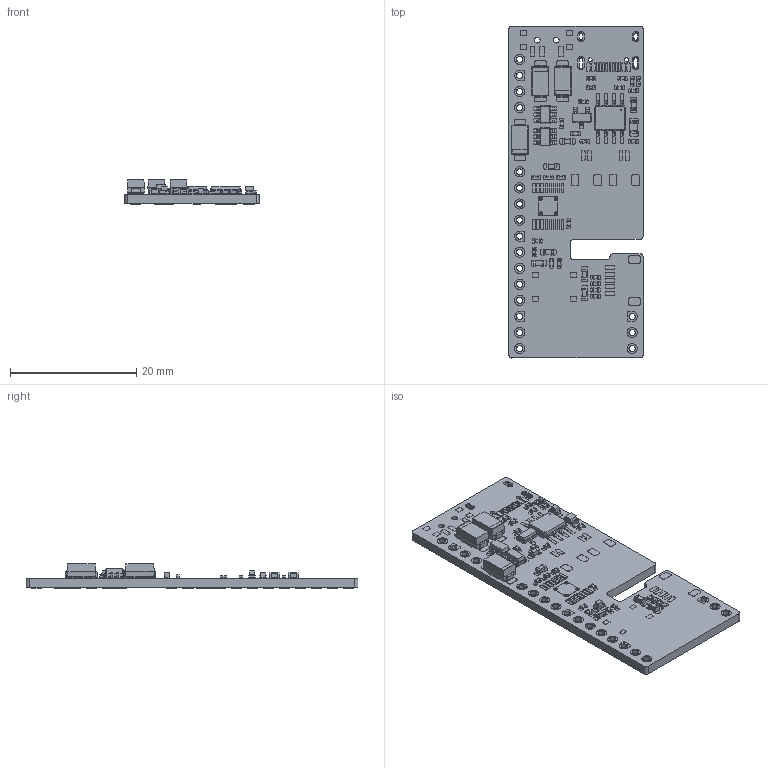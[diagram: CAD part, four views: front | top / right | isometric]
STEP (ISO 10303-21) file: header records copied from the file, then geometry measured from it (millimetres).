
FILE_DESCRIPTION(('KiCad electronic assembly'),'2;1');
FILE_NAME('haptic-bracelet.step','2025-03-18T12:43:34',('Pcbnew'),( 'Kicad'),'Open CASCADE STEP processor 7.9','KiCad to STEP converter' ,'Unknown');
FILE_SCHEMA(('AUTOMOTIVE_DESIGN { 1 0 10303 214 1 1 1 1 }'));
Length unit declared in the file: millimetre
Products named in the file (12): haptic-bracelet 1; SOT-23-6; R_0402_1005Metric; C_0402_1005Metric; C_0603_1608Metric; D_SMA; LED_0805_2012Metric; LED_0603_1608Metric; SOT-23; Texas_HTSOP-8-1EP_3.9x4.9mm_P1.27mm_EP2.85x4.9mm_Mask2.4x3.1mm_
ThermalVias; haptic-bracelet_pad; haptic-bracelet_PCB
Assembly tree (41 placements, depth 2):
  haptic-bracelet 1
    SOT-23-6  x2
    R_0402_1005Metric  x18
    C_0402_1005Metric  x6
    C_0603_1608Metric  x5
    D_SMA  x3
    LED_0805_2012Metric
    LED_0603_1608Metric  x2
    SOT-23
    Texas_HTSOP-8-1EP_3.9x4.9mm_P1.27mm_EP2.85x4.9mm_Mask2.4x3.1mm_
ThermalVias
    haptic-bracelet_pad
    haptic-bracelet_PCB
Bounding box: 21.25 x 52.5 x 3.85 mm (x, y, z)
Volume: 1744.5 mm3; surface area: 3722.8 mm2
Topology: 294 solids, 294 shells, 3681 faces, 8878 edges, 5814 vertices
Faces by surface type: plane 2290, cylinder 1242, bspline 149
Full cylindrical faces by diameter (mm): 0.2 x1, 0.25 x20, 0.28 x30, 0.3 x8, 0.33 x12, 0.6 x8, 0.63 x12, 0.65 x2, 0.9 x2, 0.95 x57, 1 x38, 1.6 x30
Entity records: 84451 total; most frequent: CARTESIAN_POINT 13827, DIRECTION 13557, ORIENTED_EDGE 12822, EDGE_CURVE 6411, AXIS2_PLACEMENT_3D 4590, LINE 4377, VECTOR 4377, VERTEX_POINT 4216
